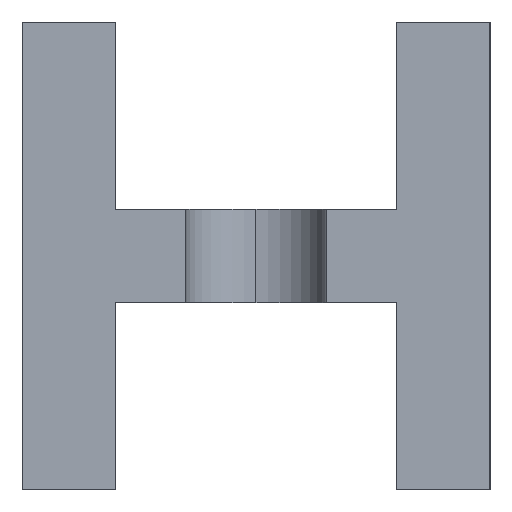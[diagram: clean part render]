
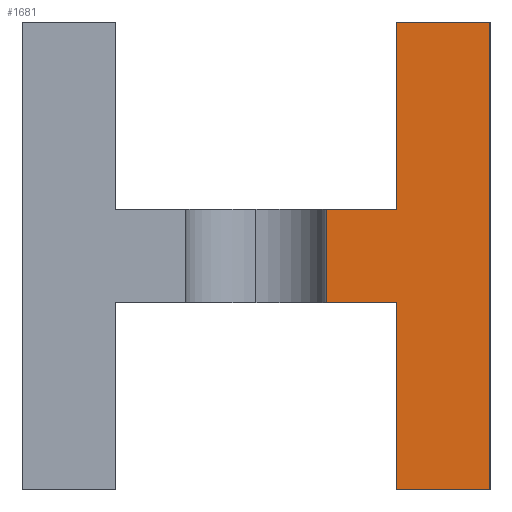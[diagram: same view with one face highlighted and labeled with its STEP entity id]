
A CAD part, left-side view. The second image highlights one B-rep face of the part: STEP entity #1681.
In plain terms, the highlighted planar face has unit normal (-1, 0, 0).
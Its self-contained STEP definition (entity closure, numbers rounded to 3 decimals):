
#22 = DIRECTION ( 'NONE',  ( 0., 0., 1. ) ) ;
#53 = EDGE_CURVE ( 'NONE', #5918, #2247, #6001, .T. ) ;
#125 = CARTESIAN_POINT ( 'NONE',  ( 0., 3.5, 6. ) ) ;
#185 = CARTESIAN_POINT ( 'NONE',  ( 0., 8., 4. ) ) ;
#191 = DIRECTION ( 'NONE',  ( 0., 1., 0. ) ) ;
#230 = EDGE_CURVE ( 'NONE', #2730, #5918, #5197, .T. ) ;
#313 = EDGE_CURVE ( 'NONE', #2843, #2730, #2208, .T. ) ;
#410 = VECTOR ( 'NONE', #4261, 1000. ) ;
#491 = EDGE_CURVE ( 'NONE', #2787, #2843, #5990, .T. ) ;
#958 = CARTESIAN_POINT ( 'NONE',  ( 0., 2., 0. ) ) ;
#1041 = VECTOR ( 'NONE', #6124, 1000. ) ;
#1156 = DIRECTION ( 'NONE',  ( 0., 1., 0. ) ) ;
#1302 = DIRECTION ( 'NONE',  ( 0., 0., 1. ) ) ;
#1319 = DIRECTION ( 'NONE',  ( -1., 0., 0. ) ) ;
#1321 = CARTESIAN_POINT ( 'NONE',  ( 0., 0., 0. ) ) ;
#1328 = CARTESIAN_POINT ( 'NONE',  ( 0., 0., 0. ) ) ;
#1379 = PLANE ( 'NONE',  #6524 ) ;
#1425 = CARTESIAN_POINT ( 'NONE',  ( 0., 2., 6. ) ) ;
#1599 = VERTEX_POINT ( 'NONE', #2599 ) ;
#1681 = ADVANCED_FACE ( 'NONE', ( #1888 ), #1379, .T. ) ;
#1868 = CARTESIAN_POINT ( 'NONE',  ( 0., 3.5, 4. ) ) ;
#1888 = FACE_OUTER_BOUND ( 'NONE', #6032, .T. ) ;
#2208 = LINE ( 'NONE', #4366, #410 ) ;
#2239 = VECTOR ( 'NONE', #22, 1000. ) ;
#2247 = VERTEX_POINT ( 'NONE', #7697 ) ;
#2599 = CARTESIAN_POINT ( 'NONE',  ( 0., 2., 0. ) ) ;
#2730 = VERTEX_POINT ( 'NONE', #7781 ) ;
#2762 = DIRECTION ( 'NONE',  ( 0., -1., 0. ) ) ;
#2787 = VERTEX_POINT ( 'NONE', #125 ) ;
#2804 = CARTESIAN_POINT ( 'NONE',  ( 0., 2., 6. ) ) ;
#2843 = VERTEX_POINT ( 'NONE', #1425 ) ;
#2854 = CARTESIAN_POINT ( 'NONE',  ( 0., 0., 10. ) ) ;
#3856 = VECTOR ( 'NONE', #191, 1000. ) ;
#3987 = DIRECTION ( 'NONE',  ( 0., 0., -1. ) ) ;
#4060 = LINE ( 'NONE', #8273, #2239 ) ;
#4076 = CARTESIAN_POINT ( 'NONE',  ( 0., 3.5, 4. ) ) ;
#4102 = DIRECTION ( 'NONE',  ( 0., 0., 1. ) ) ;
#4261 = DIRECTION ( 'NONE',  ( 0., 0., 1. ) ) ;
#4310 = VECTOR ( 'NONE', #2762, 1000. ) ;
#4319 = VECTOR ( 'NONE', #3987, 1000. ) ;
#4366 = CARTESIAN_POINT ( 'NONE',  ( 0., 2., 10. ) ) ;
#4645 = VECTOR ( 'NONE', #1156, 1000. ) ;
#5028 = LINE ( 'NONE', #958, #4645 ) ;
#5197 = LINE ( 'NONE', #5630, #1041 ) ;
#5618 = VECTOR ( 'NONE', #4102, 1000. ) ;
#5630 = CARTESIAN_POINT ( 'NONE',  ( 0., 0., 10. ) ) ;
#5785 = EDGE_CURVE ( 'NONE', #7386, #2787, #7276, .T. ) ;
#5798 = ORIENTED_EDGE ( 'NONE', *, *, #491, .F. ) ;
#5890 = ORIENTED_EDGE ( 'NONE', *, *, #313, .F. ) ;
#5918 = VERTEX_POINT ( 'NONE', #2854 ) ;
#5990 = LINE ( 'NONE', #2804, #4310 ) ;
#6001 = LINE ( 'NONE', #1321, #4319 ) ;
#6024 = ORIENTED_EDGE ( 'NONE', *, *, #230, .F. ) ;
#6032 = EDGE_LOOP ( 'NONE', ( #6474, #6397, #6373, #6276, #6108, #6024, #5890, #5798 ) ) ;
#6108 = ORIENTED_EDGE ( 'NONE', *, *, #53, .F. ) ;
#6124 = DIRECTION ( 'NONE',  ( 0., -1., 0. ) ) ;
#6202 = EDGE_CURVE ( 'NONE', #6859, #7386, #7189, .T. ) ;
#6276 = ORIENTED_EDGE ( 'NONE', *, *, #7875, .F. ) ;
#6373 = ORIENTED_EDGE ( 'NONE', *, *, #6632, .F. ) ;
#6397 = ORIENTED_EDGE ( 'NONE', *, *, #6202, .F. ) ;
#6451 = CARTESIAN_POINT ( 'NONE',  ( 0., 2., 4. ) ) ;
#6474 = ORIENTED_EDGE ( 'NONE', *, *, #5785, .F. ) ;
#6524 = AXIS2_PLACEMENT_3D ( 'NONE', #1328, #1319, #1302 ) ;
#6632 = EDGE_CURVE ( 'NONE', #1599, #6859, #4060, .T. ) ;
#6859 = VERTEX_POINT ( 'NONE', #6451 ) ;
#7189 = LINE ( 'NONE', #185, #3856 ) ;
#7276 = LINE ( 'NONE', #4076, #5618 ) ;
#7386 = VERTEX_POINT ( 'NONE', #1868 ) ;
#7697 = CARTESIAN_POINT ( 'NONE',  ( 0., 0., 0. ) ) ;
#7781 = CARTESIAN_POINT ( 'NONE',  ( 0., 2., 10. ) ) ;
#7875 = EDGE_CURVE ( 'NONE', #2247, #1599, #5028, .T. ) ;
#8273 = CARTESIAN_POINT ( 'NONE',  ( 0., 2., 4. ) ) ;
